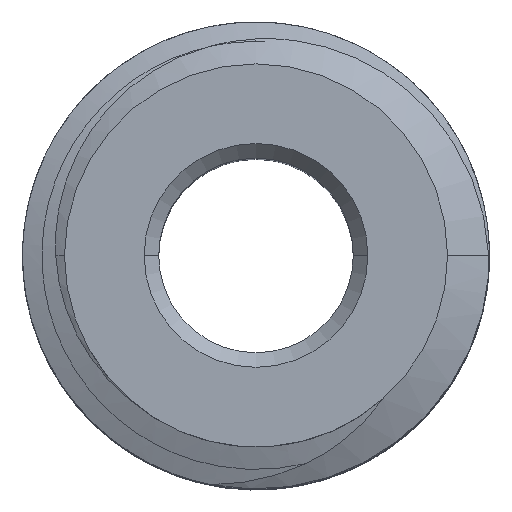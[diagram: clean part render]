
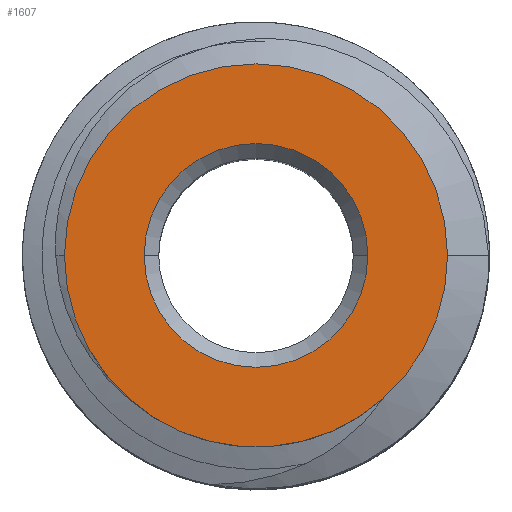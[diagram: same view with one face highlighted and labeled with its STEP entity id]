
A CAD part, top view. The second image highlights one B-rep face of the part: STEP entity #1607.
In plain terms, the highlighted planar face has unit normal (0, 0, 1).
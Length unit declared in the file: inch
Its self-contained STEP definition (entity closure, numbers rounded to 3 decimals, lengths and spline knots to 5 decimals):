
#452 = AXIS2_PLACEMENT_3D ( 'NONE', #6134, #559, #1528 ) ;
#559 = DIRECTION ( 'NONE',  ( 0., 0., -1. ) ) ;
#567 = EDGE_CURVE ( 'NONE', #646, #10978, #1879, .T. ) ;
#646 = VERTEX_POINT ( 'NONE', #8358 ) ;
#737 = DIRECTION ( 'NONE',  ( -1., 0., 0. ) ) ;
#852 = ORIENTED_EDGE ( 'NONE', *, *, #5234, .F. ) ;
#921 = CIRCLE ( 'NONE', #7703, 0.19376 ) ;
#1366 = DIRECTION ( 'NONE',  ( -1., 0., 0. ) ) ;
#1486 = CARTESIAN_POINT ( 'NONE',  ( 0., 0., 0.35433 ) ) ;
#1528 = DIRECTION ( 'NONE',  ( -1., 0., 0. ) ) ;
#1607 = ADVANCED_FACE ( 'NONE', ( #7103, #4367 ), #10804, .F. ) ;
#1625 = VERTEX_POINT ( 'NONE', #8142 ) ;
#1670 = CARTESIAN_POINT ( 'NONE',  ( 0.19376, 0., 0.35433 ) ) ;
#1879 = CIRCLE ( 'NONE', #7502, 0.11319 ) ;
#1933 = CARTESIAN_POINT ( 'NONE',  ( -0.19376, 0., 0.35433 ) ) ;
#1981 = EDGE_CURVE ( 'NONE', #6042, #11527, #921, .T. ) ;
#2891 = CARTESIAN_POINT ( 'NONE',  ( 0., 0., 0.35433 ) ) ;
#3970 = AXIS2_PLACEMENT_3D ( 'NONE', #8127, #6350, #8242 ) ;
#4101 = VERTEX_POINT ( 'NONE', #1933 ) ;
#4141 = CARTESIAN_POINT ( 'NONE',  ( 0., 0., 0.35433 ) ) ;
#4312 = CIRCLE ( 'NONE', #452, 0.19376 ) ;
#4367 = FACE_BOUND ( 'NONE', #8301, .T. ) ;
#4425 = CARTESIAN_POINT ( 'NONE',  ( 0., 0., 0.35433 ) ) ;
#4814 = DIRECTION ( 'NONE',  ( -1., 0., 0. ) ) ;
#5135 = CIRCLE ( 'NONE', #9207, 0.19376 ) ;
#5234 = EDGE_CURVE ( 'NONE', #1625, #4101, #4312, .T. ) ;
#5501 = ORIENTED_EDGE ( 'NONE', *, *, #1981, .F. ) ;
#5620 = DIRECTION ( 'NONE',  ( 1., 0., 0. ) ) ;
#5914 = CIRCLE ( 'NONE', #3970, 0.19376 ) ;
#6042 = VERTEX_POINT ( 'NONE', #1670 ) ;
#6134 = CARTESIAN_POINT ( 'NONE',  ( 0., 0., 0.35433 ) ) ;
#6350 = DIRECTION ( 'NONE',  ( 0., 0., -1. ) ) ;
#6482 = ORIENTED_EDGE ( 'NONE', *, *, #8427, .F. ) ;
#7103 = FACE_OUTER_BOUND ( 'NONE', #11096, .T. ) ;
#7445 = DIRECTION ( 'NONE',  ( 0., 0., -1. ) ) ;
#7502 = AXIS2_PLACEMENT_3D ( 'NONE', #2891, #8239, #5620 ) ;
#7547 = DIRECTION ( 'NONE',  ( 0., 0., -1. ) ) ;
#7703 = AXIS2_PLACEMENT_3D ( 'NONE', #1486, #8896, #1366 ) ;
#8127 = CARTESIAN_POINT ( 'NONE',  ( 0., 0., 0.35433 ) ) ;
#8142 = CARTESIAN_POINT ( 'NONE',  ( -0.12846, -0.14505, 0.35433 ) ) ;
#8199 = ORIENTED_EDGE ( 'NONE', *, *, #9167, .F. ) ;
#8239 = DIRECTION ( 'NONE',  ( 0., 0., -1. ) ) ;
#8242 = DIRECTION ( 'NONE',  ( -1., 0., 0. ) ) ;
#8244 = AXIS2_PLACEMENT_3D ( 'NONE', #4141, #10579, #10929 ) ;
#8301 = EDGE_LOOP ( 'NONE', ( #11813, #9393 ) ) ;
#8358 = CARTESIAN_POINT ( 'NONE',  ( -0.11319, 0., 0.35433 ) ) ;
#8427 = EDGE_CURVE ( 'NONE', #11527, #1625, #5135, .T. ) ;
#8621 = CARTESIAN_POINT ( 'NONE',  ( 0.11319, 0., 0.35433 ) ) ;
#8704 = CARTESIAN_POINT ( 'NONE',  ( 0., 0., 0.35433 ) ) ;
#8828 = CARTESIAN_POINT ( 'NONE',  ( 0.12849, -0.14503, 0.35433 ) ) ;
#8896 = DIRECTION ( 'NONE',  ( 0., 0., -1. ) ) ;
#9167 = EDGE_CURVE ( 'NONE', #4101, #6042, #5914, .T. ) ;
#9207 = AXIS2_PLACEMENT_3D ( 'NONE', #8704, #7547, #4814 ) ;
#9393 = ORIENTED_EDGE ( 'NONE', *, *, #567, .T. ) ;
#10579 = DIRECTION ( 'NONE',  ( 0., 0., -1. ) ) ;
#10804 = PLANE ( 'NONE',  #11758 ) ;
#10929 = DIRECTION ( 'NONE',  ( 1., 0., 0. ) ) ;
#10978 = VERTEX_POINT ( 'NONE', #8621 ) ;
#11096 = EDGE_LOOP ( 'NONE', ( #852, #6482, #5501, #8199 ) ) ;
#11527 = VERTEX_POINT ( 'NONE', #8828 ) ;
#11679 = EDGE_CURVE ( 'NONE', #10978, #646, #11725, .T. ) ;
#11725 = CIRCLE ( 'NONE', #8244, 0.11319 ) ;
#11758 = AXIS2_PLACEMENT_3D ( 'NONE', #4425, #7445, #737 ) ;
#11813 = ORIENTED_EDGE ( 'NONE', *, *, #11679, .T. ) ;
